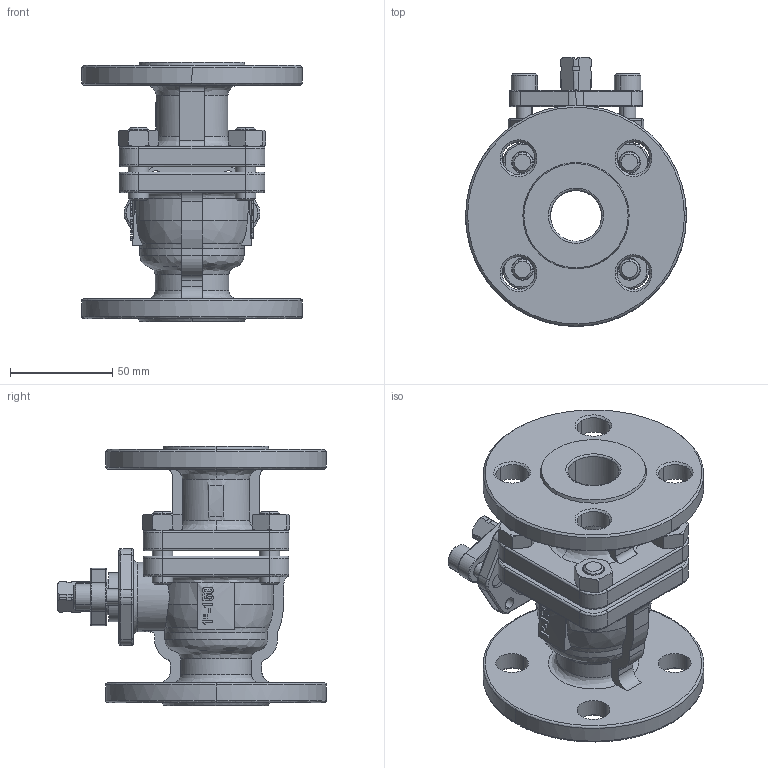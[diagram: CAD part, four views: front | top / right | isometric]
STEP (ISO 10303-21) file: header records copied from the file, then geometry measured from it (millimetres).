
FILE_DESCRIPTION (( 'STEP AP214' ), '1' );
FILE_NAME ('FM-F1-0100-XXX.step', '2019-10-30T12:37:36', ( '' ), ( '' ), 'SwSTEP 2.0', 'SolidWorks 2019', '' );
FILE_SCHEMA (( 'AUTOMOTIVE_DESIGN' ));
Length unit declared in the file: inch
Products named in the file (1): FM-F1-0100-XXX
Bounding box: 108 x 131.5 x 127 mm (x, y, z)
Surface area: 95527.4 mm2 (no closed solid volume)
Topology: 0 solids, 20 shells, 687 faces, 1951 edges, 1283 vertices
Faces by surface type: cone 225, plane 195, cylinder 159, bspline 108
Entity records: 48172 total; most frequent: CARTESIAN_POINT 25698, ORIENTED_EDGE 3652, EDGE_CURVE 1947, B_SPLINE_CURVE_WITH_KNOTS 1691, DIRECTION 1300, VERTEX_POINT 1283, EDGE_LOOP 769, LENGTH_MEASURE_WITH_UNIT 689
